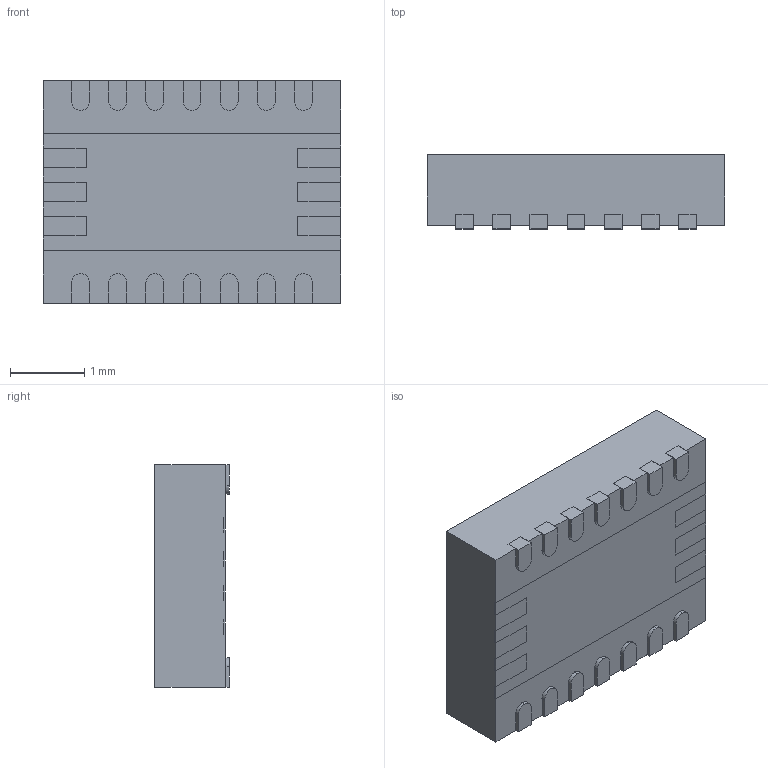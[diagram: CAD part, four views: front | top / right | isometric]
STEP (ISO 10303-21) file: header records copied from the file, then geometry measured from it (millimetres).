
FILE_DESCRIPTION (( 'STEP AP214' ), '1' );
FILE_NAME ('TPS63020.STEP', '2019-05-21T00:16:30', ( '' ), ( '' ), 'SwSTEP 2.0', 'SolidWorks 2017', '' );
FILE_SCHEMA (( 'AUTOMOTIVE_DESIGN' ));
Length unit declared in the file: millimetre
Products named in the file (1): TPS63020
Bounding box: 4 x 1 x 3 mm (x, y, z)
Volume: 11.5 mm3; surface area: 56.1 mm2
Topology: 16 solids, 16 shells, 218 faces, 558 edges, 372 vertices
Faces by surface type: plane 176, cylinder 42
Entity records: 6715 total; most frequent: CARTESIAN_POINT 1149, ORIENTED_EDGE 1116, DIRECTION 1080, EDGE_CURVE 558, VECTOR 474, LINE 474, VERTEX_POINT 372, AXIS2_PLACEMENT_3D 303
